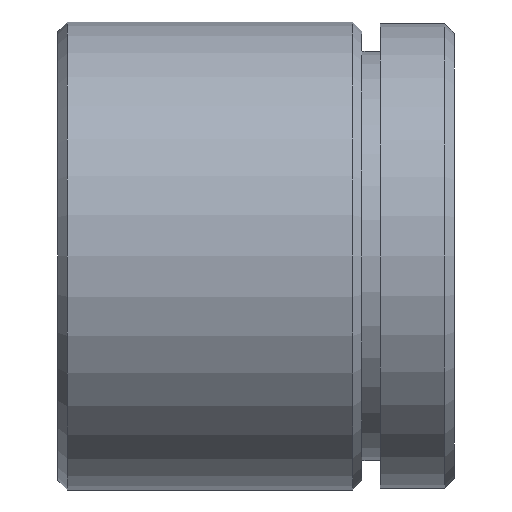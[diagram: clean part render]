
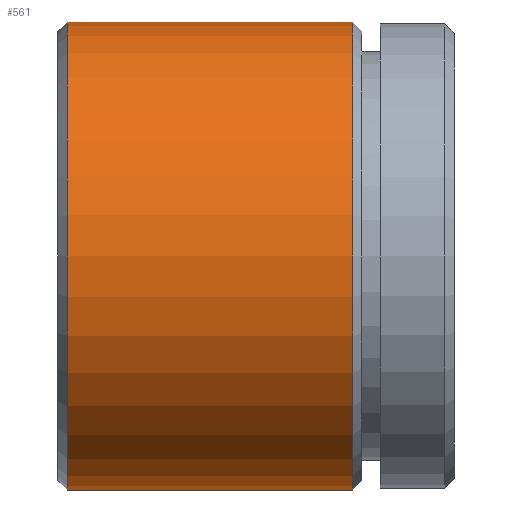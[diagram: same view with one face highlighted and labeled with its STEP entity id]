
A CAD part, left-side view. The second image highlights one B-rep face of the part: STEP entity #561.
In plain terms, the highlighted cylindrical face has radius 12.7 mm (diameter 25.4 mm), a partial arc.
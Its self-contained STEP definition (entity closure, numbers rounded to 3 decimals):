
#1 = ORIENTED_EDGE ( 'NONE', *, *, #832, .T. ) ;
#5 = DIRECTION ( 'NONE',  ( 0., -1., 0. ) ) ;
#36 = VERTEX_POINT ( 'NONE', #282 ) ;
#49 = VERTEX_POINT ( 'NONE', #735 ) ;
#81 = CARTESIAN_POINT ( 'NONE',  ( 0., 21., 12.7 ) ) ;
#100 = VERTEX_POINT ( 'NONE', #81 ) ;
#128 = CARTESIAN_POINT ( 'NONE',  ( 0., 5.5, 0. ) ) ;
#133 = LINE ( 'NONE', #689, #221 ) ;
#154 = DIRECTION ( 'NONE',  ( 0., 0., -1. ) ) ;
#159 = CARTESIAN_POINT ( 'NONE',  ( 0., 0., -12.7 ) ) ;
#175 = AXIS2_PLACEMENT_3D ( 'NONE', #340, #761, #154 ) ;
#205 = EDGE_LOOP ( 'NONE', ( #380, #1, #383, #455 ) ) ;
#212 = DIRECTION ( 'NONE',  ( 0., -1., 0. ) ) ;
#221 = VECTOR ( 'NONE', #662, 1000. ) ;
#241 = AXIS2_PLACEMENT_3D ( 'NONE', #128, #746, #587 ) ;
#275 = CYLINDRICAL_SURFACE ( 'NONE', #175, 12.7 ) ;
#280 = CIRCLE ( 'NONE', #413, 12.7 ) ;
#282 = CARTESIAN_POINT ( 'NONE',  ( 0., 5.5, -12.7 ) ) ;
#340 = CARTESIAN_POINT ( 'NONE',  ( 0., 0., 0. ) ) ;
#380 = ORIENTED_EDGE ( 'NONE', *, *, #859, .F. ) ;
#383 = ORIENTED_EDGE ( 'NONE', *, *, #826, .T. ) ;
#410 = VERTEX_POINT ( 'NONE', #779 ) ;
#413 = AXIS2_PLACEMENT_3D ( 'NONE', #698, #212, #862 ) ;
#455 = ORIENTED_EDGE ( 'NONE', *, *, #495, .T. ) ;
#495 = EDGE_CURVE ( 'NONE', #36, #410, #760, .T. ) ;
#561 = ADVANCED_FACE ( 'NONE', ( #805 ), #275, .T. ) ;
#587 = DIRECTION ( 'NONE',  ( 0., 0., -1. ) ) ;
#594 = VECTOR ( 'NONE', #5, 1000. ) ;
#662 = DIRECTION ( 'NONE',  ( 0., -1., 0. ) ) ;
#683 = LINE ( 'NONE', #159, #594 ) ;
#689 = CARTESIAN_POINT ( 'NONE',  ( 0., 0., 12.7 ) ) ;
#698 = CARTESIAN_POINT ( 'NONE',  ( 0., 21., 0. ) ) ;
#735 = CARTESIAN_POINT ( 'NONE',  ( 0., 21., -12.7 ) ) ;
#746 = DIRECTION ( 'NONE',  ( 0., 1., 0. ) ) ;
#760 = CIRCLE ( 'NONE', #241, 12.7 ) ;
#761 = DIRECTION ( 'NONE',  ( 0., -1., 0. ) ) ;
#779 = CARTESIAN_POINT ( 'NONE',  ( 0., 5.5, 12.7 ) ) ;
#805 = FACE_OUTER_BOUND ( 'NONE', #205, .T. ) ;
#826 = EDGE_CURVE ( 'NONE', #49, #36, #683, .T. ) ;
#832 = EDGE_CURVE ( 'NONE', #100, #49, #280, .T. ) ;
#859 = EDGE_CURVE ( 'NONE', #100, #410, #133, .T. ) ;
#862 = DIRECTION ( 'NONE',  ( 0., 0., 1. ) ) ;
